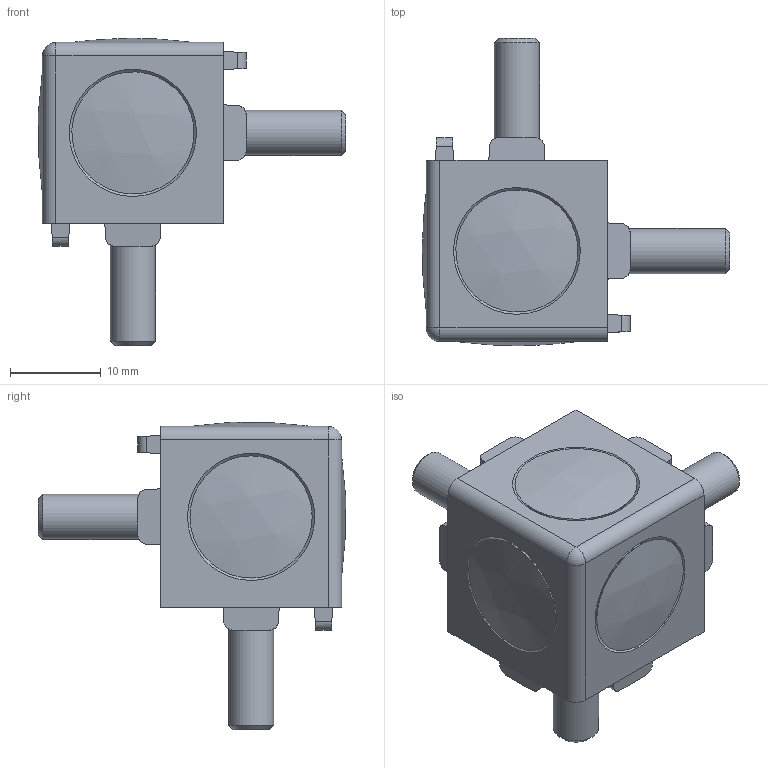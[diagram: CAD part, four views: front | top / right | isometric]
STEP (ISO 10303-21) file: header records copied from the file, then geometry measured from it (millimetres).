
FILE_DESCRIPTION(/* description */ (''),/* implementation_level */ '2;1');
FILE_NAME(/* name */ 'VB-1080_Würfelverbindersatz_3D20-6.stp',/* time_stamp */ '2020-07-21T11:47:25+02:00',/* author */ ('jmaun'),/* organization */ (''),/* preprocessor_version */ 'ST-DEVELOPER v17',/* originating_system */ 'Autodesk Inventor 2019',/* authorisation */ '');
FILE_SCHEMA (('AUTOMOTIVE_DESIGN { 1 0 10303 214 3 1 1 }'));
Length unit declared in the file: millimetre
Products named in the file (1): VB-1080_Würfelverbindersatz_3D20-6
Bounding box: 33.94 x 33.94 x 33.94 mm (x, y, z)
Volume: 6049.1 mm3; surface area: 6316.7 mm2
Topology: 7 solids, 7 shells, 248 faces, 635 edges, 406 vertices
Faces by surface type: plane 112, cylinder 75, sphere 28, cone 21, torus 12
Full cylindrical faces by diameter (mm): 5 x3, 6.5 x3, 9.5 x3, 11 x3
Entity records: 7761 total; most frequent: DIRECTION 1375, CARTESIAN_POINT 1320, ORIENTED_EDGE 1246, EDGE_CURVE 623, AXIS2_PLACEMENT_3D 524, VERTEX_POINT 406, LINE 327, VECTOR 327
